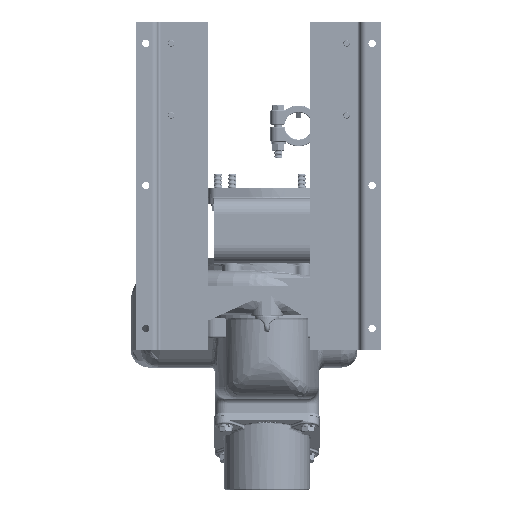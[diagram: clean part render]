
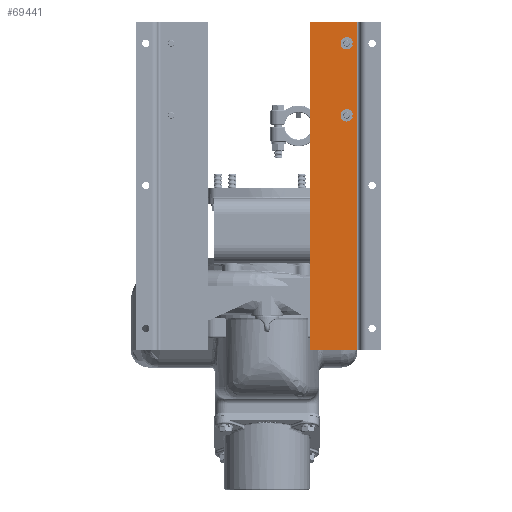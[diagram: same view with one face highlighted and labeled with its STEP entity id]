
A CAD part, front view. The second image highlights one B-rep face of the part: STEP entity #69441.
In plain terms, the highlighted face is planar.
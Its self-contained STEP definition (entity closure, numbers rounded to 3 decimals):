
#5375=FACE_BOUND('',#14990,.T.);
#5376=FACE_BOUND('',#14991,.T.);
#7272=PLANE('',#75925);
#10585=FACE_OUTER_BOUND('',#14989,.T.);
#14989=EDGE_LOOP('',(#60395,#60396,#60397,#60398));
#14990=EDGE_LOOP('',(#60399));
#14991=EDGE_LOOP('',(#60400));
#19331=LINE('',#171845,#23638);
#19334=LINE('',#171853,#23641);
#19336=LINE('',#171861,#23643);
#19337=LINE('',#171862,#23644);
#23638=VECTOR('',#90021,0.394);
#23641=VECTOR('',#90030,0.394);
#23643=VECTOR('',#90040,0.394);
#23644=VECTOR('',#90041,0.394);
#26708=CIRCLE('',#75894,0.172);
#26710=CIRCLE('',#75897,0.172);
#32439=VERTEX_POINT('',#171769);
#32441=VERTEX_POINT('',#171775);
#32465=VERTEX_POINT('',#171842);
#32466=VERTEX_POINT('',#171844);
#32468=VERTEX_POINT('',#171852);
#32470=VERTEX_POINT('',#171860);
#41866=EDGE_CURVE('',#32439,#32439,#26708,.T.);
#41869=EDGE_CURVE('',#32441,#32441,#26710,.T.);
#41902=EDGE_CURVE('',#32465,#32466,#19331,.T.);
#41906=EDGE_CURVE('',#32468,#32466,#19334,.T.);
#41910=EDGE_CURVE('',#32470,#32465,#19336,.T.);
#41911=EDGE_CURVE('',#32468,#32470,#19337,.T.);
#60395=ORIENTED_EDGE('',*,*,#41906,.T.);
#60396=ORIENTED_EDGE('',*,*,#41902,.F.);
#60397=ORIENTED_EDGE('',*,*,#41910,.F.);
#60398=ORIENTED_EDGE('',*,*,#41911,.F.);
#60399=ORIENTED_EDGE('',*,*,#41866,.T.);
#60400=ORIENTED_EDGE('',*,*,#41869,.T.);
#69441=ADVANCED_FACE('',(#10585,#5375,#5376),#7272,.T.);
#75894=AXIS2_PLACEMENT_3D('',#171771,#89949,#89950);
#75897=AXIS2_PLACEMENT_3D('',#171777,#89956,#89957);
#75925=AXIS2_PLACEMENT_3D('',#171859,#90038,#90039);
#89949=DIRECTION('center_axis',(0.,0.,-1.));
#89950=DIRECTION('ref_axis',(-1.,0.,0.));
#89956=DIRECTION('center_axis',(0.,0.,-1.));
#89957=DIRECTION('ref_axis',(-1.,0.,0.));
#90021=DIRECTION('',(-1.,0.,0.));
#90030=DIRECTION('',(0.,-1.,0.));
#90038=DIRECTION('center_axis',(0.,0.,1.));
#90039=DIRECTION('ref_axis',(1.,0.,0.));
#90040=DIRECTION('',(0.,-1.,0.));
#90041=DIRECTION('',(1.,0.,0.));
#171769=CARTESIAN_POINT('',(-0.323,4.38,0.135));
#171771=CARTESIAN_POINT('Origin',(-0.495,4.38,0.135));
#171775=CARTESIAN_POINT('',(-0.323,1.,0.135));
#171777=CARTESIAN_POINT('Origin',(-0.495,1.,0.135));
#171842=CARTESIAN_POINT('',(1.25,0.,0.135));
#171844=CARTESIAN_POINT('',(-0.981,0.,0.135));
#171845=CARTESIAN_POINT('',(-1.25,0.,0.135));
#171852=CARTESIAN_POINT('',(-0.981,15.375,0.135));
#171853=CARTESIAN_POINT('',(-0.981,3.844,0.135));
#171859=CARTESIAN_POINT('Origin',(0.,7.688,0.135));
#171860=CARTESIAN_POINT('',(1.25,15.375,0.135));
#171861=CARTESIAN_POINT('',(1.25,0.,0.135));
#171862=CARTESIAN_POINT('',(1.25,15.375,0.135));
